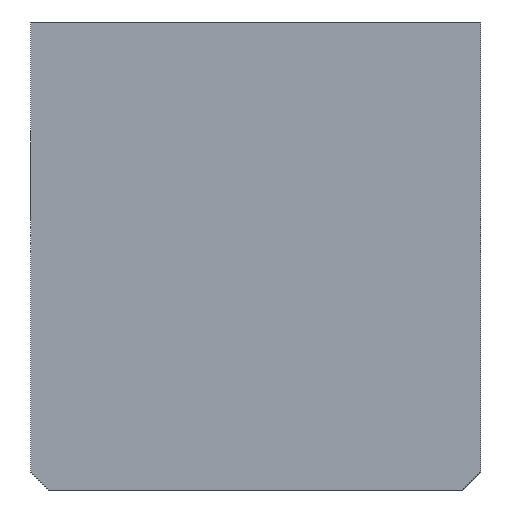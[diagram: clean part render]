
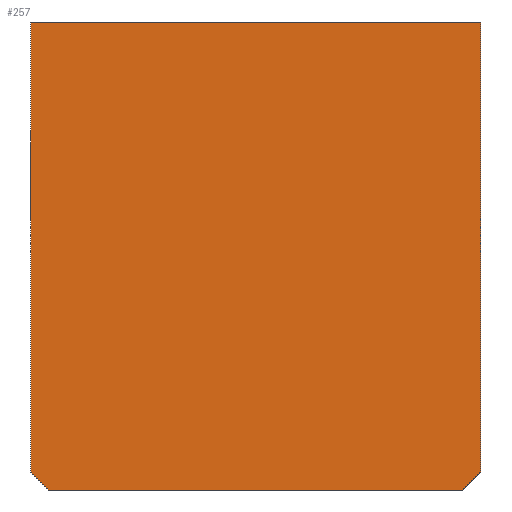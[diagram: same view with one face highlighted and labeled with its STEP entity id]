
A CAD part, left-side view. The second image highlights one B-rep face of the part: STEP entity #257.
In plain terms, the highlighted planar face has unit normal (-1, 0, 0).
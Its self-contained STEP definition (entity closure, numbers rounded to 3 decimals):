
#27=PLANE('',#295);
#41=FACE_OUTER_BOUND('',#55,.T.);
#55=EDGE_LOOP('',(#231,#232,#233,#234,#235,#236));
#60=LINE('',#379,#90);
#69=LINE('',#400,#99);
#71=LINE('',#405,#101);
#73=LINE('',#409,#103);
#82=LINE('',#425,#112);
#85=LINE('',#431,#115);
#90=VECTOR('',#310,10.);
#99=VECTOR('',#329,10.);
#101=VECTOR('',#333,10.);
#103=VECTOR('',#337,10.);
#112=VECTOR('',#350,10.);
#115=VECTOR('',#357,10.);
#123=VERTEX_POINT('',#376);
#124=VERTEX_POINT('',#378);
#131=VERTEX_POINT('',#398);
#132=VERTEX_POINT('',#402);
#133=VERTEX_POINT('',#404);
#134=VERTEX_POINT('',#408);
#146=EDGE_CURVE('',#123,#124,#60,.T.);
#157=EDGE_CURVE('',#131,#123,#69,.T.);
#159=EDGE_CURVE('',#132,#133,#71,.T.);
#161=EDGE_CURVE('',#133,#134,#73,.T.);
#170=EDGE_CURVE('',#134,#131,#82,.T.);
#173=EDGE_CURVE('',#124,#132,#85,.T.);
#231=ORIENTED_EDGE('',*,*,#146,.F.);
#232=ORIENTED_EDGE('',*,*,#157,.F.);
#233=ORIENTED_EDGE('',*,*,#170,.F.);
#234=ORIENTED_EDGE('',*,*,#161,.F.);
#235=ORIENTED_EDGE('',*,*,#159,.F.);
#236=ORIENTED_EDGE('',*,*,#173,.F.);
#257=ADVANCED_FACE('',(#41),#27,.T.);
#295=AXIS2_PLACEMENT_3D('',#434,#361,#362);
#310=DIRECTION('',(0.,0.707,-0.707));
#329=DIRECTION('',(0.,0.,-1.));
#333=DIRECTION('',(0.,0.707,0.707));
#337=DIRECTION('',(0.,0.,1.));
#350=DIRECTION('',(0.,-1.,0.));
#357=DIRECTION('',(0.,1.,0.));
#361=DIRECTION('center_axis',(-1.,0.,0.));
#362=DIRECTION('ref_axis',(0.,-1.,0.));
#376=CARTESIAN_POINT('',(-37.5,-25.,-38.));
#378=CARTESIAN_POINT('',(-37.5,-23.,-40.));
#379=CARTESIAN_POINT('',(-37.5,-21.5,-41.5));
#398=CARTESIAN_POINT('',(-37.5,-25.,12.));
#400=CARTESIAN_POINT('',(-37.5,-25.,0.));
#402=CARTESIAN_POINT('',(-37.5,23.,-40.));
#404=CARTESIAN_POINT('',(-37.5,25.,-38.));
#405=CARTESIAN_POINT('',(-37.5,34.,-29.));
#408=CARTESIAN_POINT('',(-37.5,25.,12.));
#409=CARTESIAN_POINT('',(-37.5,25.,0.));
#425=CARTESIAN_POINT('',(-37.5,-25.,12.));
#431=CARTESIAN_POINT('',(-37.5,-25.,-40.));
#434=CARTESIAN_POINT('Origin',(-37.5,25.,0.));
